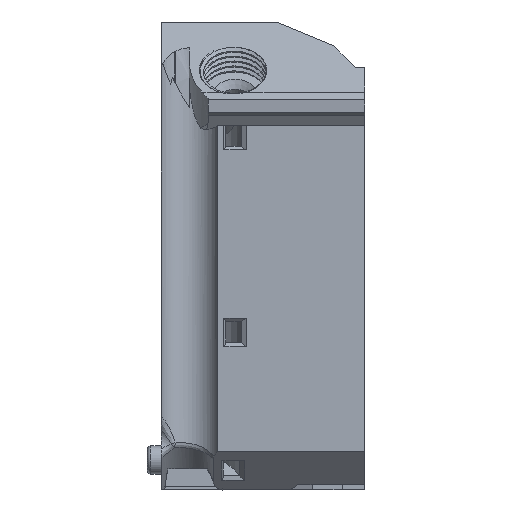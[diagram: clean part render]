
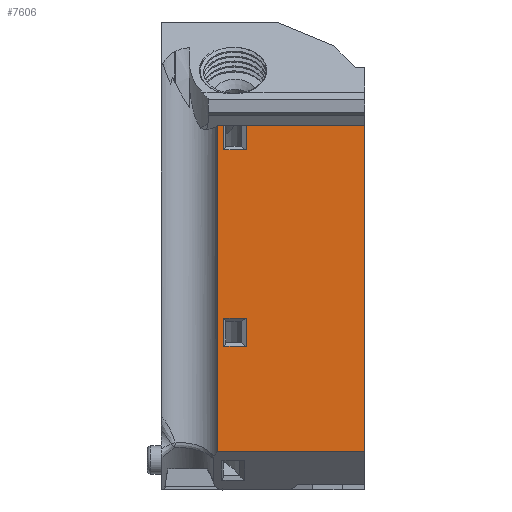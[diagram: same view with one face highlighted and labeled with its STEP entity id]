
A CAD part, left-side view. The second image highlights one B-rep face of the part: STEP entity #7606.
In plain terms, the highlighted planar face has unit normal (-1, 0, 0).
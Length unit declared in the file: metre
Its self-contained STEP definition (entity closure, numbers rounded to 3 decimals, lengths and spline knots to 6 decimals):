
#391=LINE('',#10707,#1022);
#393=LINE('',#10711,#1024);
#423=LINE('',#10886,#1054);
#461=LINE('',#11065,#1092);
#559=LINE('',#11945,#1190);
#560=LINE('',#11948,#1191);
#561=LINE('',#11950,#1192);
#562=LINE('',#11952,#1193);
#563=LINE('',#11953,#1194);
#564=LINE('',#11955,#1195);
#565=LINE('',#11957,#1196);
#566=LINE('',#11958,#1197);
#1022=VECTOR('',#8669,1.);
#1024=VECTOR('',#8671,1.);
#1054=VECTOR('',#8743,1.);
#1092=VECTOR('',#8829,1.);
#1190=VECTOR('',#9045,1.);
#1191=VECTOR('',#9046,1.);
#1192=VECTOR('',#9047,1.);
#1193=VECTOR('',#9048,1.);
#1194=VECTOR('',#9049,1.);
#1195=VECTOR('',#9050,1.);
#1196=VECTOR('',#9051,1.);
#1197=VECTOR('',#9052,1.);
#1672=PLANE('',#8144);
#2352=ORIENTED_EDGE('',*,*,#4570,.F.);
#2353=ORIENTED_EDGE('',*,*,#4571,.F.);
#2354=ORIENTED_EDGE('',*,*,#4572,.F.);
#2355=ORIENTED_EDGE('',*,*,#4573,.F.);
#2356=ORIENTED_EDGE('',*,*,#4367,.F.);
#2357=ORIENTED_EDGE('',*,*,#4246,.F.);
#2358=ORIENTED_EDGE('',*,*,#4574,.F.);
#2359=ORIENTED_EDGE('',*,*,#4575,.F.);
#2360=ORIENTED_EDGE('',*,*,#4576,.F.);
#2361=ORIENTED_EDGE('',*,*,#4244,.F.);
#2362=ORIENTED_EDGE('',*,*,#4308,.T.);
#2363=ORIENTED_EDGE('',*,*,#4577,.F.);
#4244=EDGE_CURVE('',#5395,#5396,#391,.F.);
#4246=EDGE_CURVE('',#5397,#5398,#393,.F.);
#4308=EDGE_CURVE('',#5395,#5454,#423,.T.);
#4367=EDGE_CURVE('',#5398,#5507,#461,.T.);
#4570=EDGE_CURVE('',#5679,#5680,#559,.T.);
#4571=EDGE_CURVE('',#5681,#5679,#560,.T.);
#4572=EDGE_CURVE('',#5682,#5681,#561,.T.);
#4573=EDGE_CURVE('',#5680,#5682,#562,.T.);
#4574=EDGE_CURVE('',#5683,#5397,#563,.T.);
#4575=EDGE_CURVE('',#5684,#5683,#564,.T.);
#4576=EDGE_CURVE('',#5396,#5684,#565,.T.);
#4577=EDGE_CURVE('',#5507,#5454,#566,.T.);
#5395=VERTEX_POINT('',#10706);
#5396=VERTEX_POINT('',#10708);
#5397=VERTEX_POINT('',#10710);
#5398=VERTEX_POINT('',#10712);
#5454=VERTEX_POINT('',#10885);
#5507=VERTEX_POINT('',#11066);
#5679=VERTEX_POINT('',#11946);
#5680=VERTEX_POINT('',#11947);
#5681=VERTEX_POINT('',#11949);
#5682=VERTEX_POINT('',#11951);
#5683=VERTEX_POINT('',#11954);
#5684=VERTEX_POINT('',#11956);
#6502=EDGE_LOOP('',(#2352,#2353,#2354,#2355));
#6503=EDGE_LOOP('',(#2356,#2357,#2358,#2359,#2360,#2361,#2362,#2363));
#7037=FACE_BOUND('',#6502,.T.);
#7038=FACE_BOUND('',#6503,.T.);
#7606=ADVANCED_FACE('',(#7037,#7038),#1672,.T.);
#8144=AXIS2_PLACEMENT_3D('',#11944,#9043,#9044);
#8669=DIRECTION('',(0.,1.,0.));
#8671=DIRECTION('',(0.,1.,0.));
#8743=DIRECTION('',(0.,0.,-1.));
#8829=DIRECTION('',(0.,0.,-1.));
#9043=DIRECTION('',(-1.,0.,0.));
#9044=DIRECTION('',(0.,0.,1.));
#9045=DIRECTION('',(0.,-1.,0.));
#9046=DIRECTION('',(0.,0.,-1.));
#9047=DIRECTION('',(0.,1.,0.));
#9048=DIRECTION('',(0.,0.,1.));
#9049=DIRECTION('',(0.,0.,1.));
#9050=DIRECTION('',(0.,-1.,0.));
#9051=DIRECTION('',(0.,0.,-1.));
#9052=DIRECTION('',(0.,1.,0.));
#10706=CARTESIAN_POINT('',(0.044957,-0.057568,0.169924));
#10707=CARTESIAN_POINT('',(0.044957,-0.068068,0.169924));
#10708=CARTESIAN_POINT('',(0.044957,-0.058502,0.169924));
#10710=CARTESIAN_POINT('',(0.044957,-0.061647,0.169924));
#10711=CARTESIAN_POINT('',(0.044957,-0.068068,0.169924));
#10712=CARTESIAN_POINT('',(0.044957,-0.078568,0.169924));
#10885=CARTESIAN_POINT('',(0.044957,-0.057568,0.123424));
#10886=CARTESIAN_POINT('',(0.044957,-0.057568,0.14754));
#11065=CARTESIAN_POINT('',(0.044957,-0.078568,0.129024));
#11066=CARTESIAN_POINT('',(0.044957,-0.078568,0.123424));
#11944=CARTESIAN_POINT('',(0.044957,-0.068068,0.146674));
#11945=CARTESIAN_POINT('',(0.044957,-0.065808,0.138424));
#11946=CARTESIAN_POINT('',(0.044957,-0.058502,0.138424));
#11947=CARTESIAN_POINT('',(0.044957,-0.061647,0.138424));
#11948=CARTESIAN_POINT('',(0.044957,-0.058502,0.138424));
#11949=CARTESIAN_POINT('',(0.044957,-0.058502,0.142424));
#11950=CARTESIAN_POINT('',(0.044957,-0.060075,0.142424));
#11951=CARTESIAN_POINT('',(0.044957,-0.061647,0.142424));
#11952=CARTESIAN_POINT('',(0.044957,-0.061647,0.142424));
#11953=CARTESIAN_POINT('',(0.044957,-0.061647,0.142424));
#11954=CARTESIAN_POINT('',(0.044957,-0.061647,0.166424));
#11955=CARTESIAN_POINT('',(0.044957,-0.065808,0.166424));
#11956=CARTESIAN_POINT('',(0.044957,-0.058502,0.166424));
#11957=CARTESIAN_POINT('',(0.044957,-0.058502,0.138424));
#11958=CARTESIAN_POINT('',(0.044957,-0.067763,0.123424));
